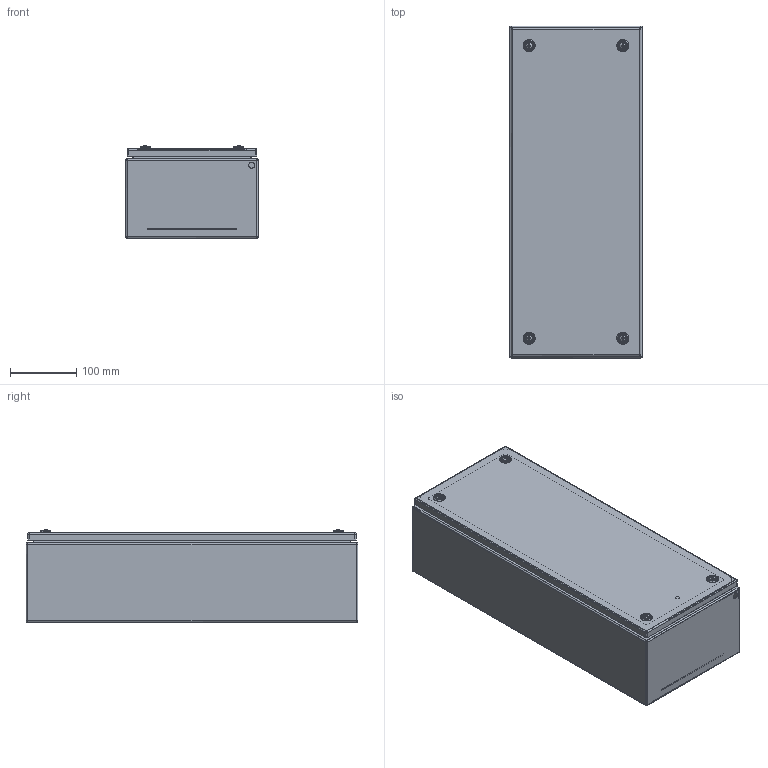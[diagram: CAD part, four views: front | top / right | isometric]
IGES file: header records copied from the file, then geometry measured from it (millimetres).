
Global section: file name: ELA5020135.igs; preprocessor: I-DEAS 3D IGES Translator 13; date: 20130826.090625; units: millimetre
Bounding box: 200 x 500 x 139.29 mm (x, y, z)
Volume: 361876.5 mm3; surface area: 997327.4 mm2
Topology: 6 solids, 6 shells, 1010 faces, 3326 edges, 2381 vertices
Faces by surface type: bspline 1010
